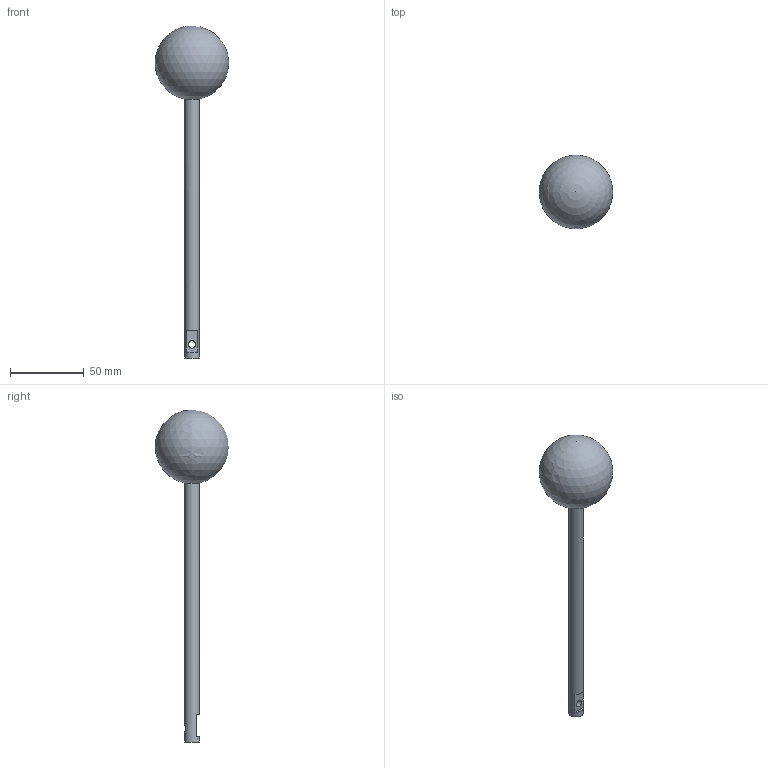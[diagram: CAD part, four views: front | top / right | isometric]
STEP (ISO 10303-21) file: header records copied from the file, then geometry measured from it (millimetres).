
FILE_DESCRIPTION(/* description */ ('Unknown'),/* implementation_level */ '2;1');
FILE_NAME(/* name */ 'inga',/* time_stamp */ '2020-12-03T12:37:56+01:00',/* author */ ('Unknown'),/* organization */ ('Unknown'),/* preprocessor_version */ 'ST-DEVELOPER v16.7',/* originating_system */ 'DEX',/* authorisation */ $);
FILE_SCHEMA (('AUTOMOTIVE_DESIGN {1 0 10303 214 3 1 1}'));
Length unit declared in the file: millimetre
Products named in the file (1): inga
Bounding box: 49.99 x 49.63 x 225 mm (x, y, z)
Volume: 78894.8 mm3; surface area: 13450.9 mm2
Topology: 1 solids, 1 shells, 7 faces, 15 edges, 10 vertices
Faces by surface type: plane 4, cylinder 2, sphere 1
Full cylindrical faces by diameter (mm): 5 x1, 10 x1
Entity records: 211 total; most frequent: CARTESIAN_POINT 44, DIRECTION 30, ORIENTED_EDGE 20, AXIS2_PLACEMENT_3D 13, EDGE_LOOP 12, FACE_BOUND 12, EDGE_CURVE 10, VERTEX_POINT 8
